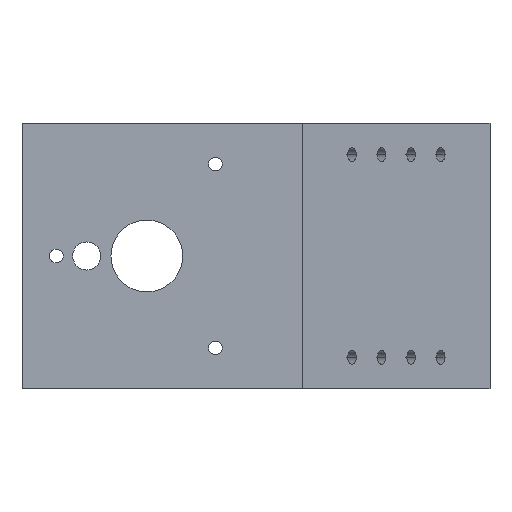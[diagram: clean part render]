
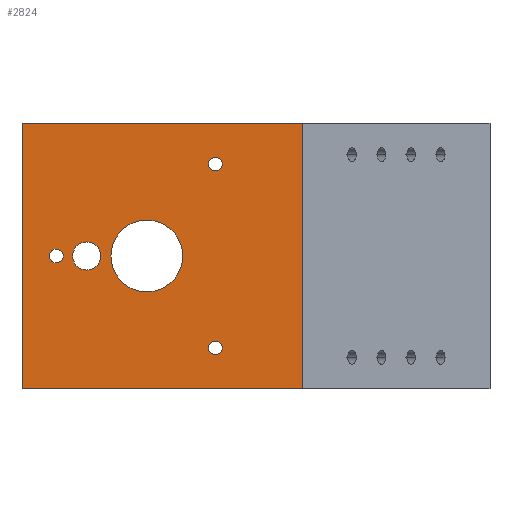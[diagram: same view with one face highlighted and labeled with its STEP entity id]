
A CAD part, left-side view. The second image highlights one B-rep face of the part: STEP entity #2824.
In plain terms, the highlighted planar face has unit normal (-1, 0, 0).
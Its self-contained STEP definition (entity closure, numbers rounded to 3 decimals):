
#16 = DIRECTION ( 'NONE',  ( -1., 0., 0. ) ) ;
#43 = DIRECTION ( 'NONE',  ( -1., 0., 0. ) ) ;
#53 = LINE ( 'NONE', #212, #89 ) ;
#65 = EDGE_CURVE ( 'NONE', #632, #2076, #269, .T. ) ;
#78 = CARTESIAN_POINT ( 'NONE',  ( -116.2, 60., 42.5 ) ) ;
#79 = ORIENTED_EDGE ( 'NONE', *, *, #2577, .F. ) ;
#89 = VECTOR ( 'NONE', #1259, 1000. ) ;
#97 = AXIS2_PLACEMENT_3D ( 'NONE', #2312, #2542, #1621 ) ;
#111 = DIRECTION ( 'NONE',  ( 0., -1., 0. ) ) ;
#130 = FACE_BOUND ( 'NONE', #559, .T. ) ;
#141 = CARTESIAN_POINT ( 'NONE',  ( -116.2, 150., 42.5 ) ) ;
#160 = FACE_OUTER_BOUND ( 'NONE', #615, .T. ) ;
#179 = EDGE_LOOP ( 'NONE', ( #2519, #1830 ) ) ;
#181 = CARTESIAN_POINT ( 'NONE',  ( -116.2, 129.25, 0. ) ) ;
#212 = CARTESIAN_POINT ( 'NONE',  ( -116.2, 150., -42.5 ) ) ;
#237 = CARTESIAN_POINT ( 'NONE',  ( -116.2, 139., -2.2 ) ) ;
#269 = CIRCLE ( 'NONE', #1265, 2.2 ) ;
#300 = CARTESIAN_POINT ( 'NONE',  ( -116.2, 150., -42.5 ) ) ;
#301 = CARTESIAN_POINT ( 'NONE',  ( -116.2, 150., 42.5 ) ) ;
#325 = AXIS2_PLACEMENT_3D ( 'NONE', #2510, #2723, #808 ) ;
#375 = EDGE_CURVE ( 'NONE', #950, #3020, #1239, .T. ) ;
#376 = FACE_BOUND ( 'NONE', #1091, .T. ) ;
#529 = CARTESIAN_POINT ( 'NONE',  ( -116.2, 88., 31.645 ) ) ;
#544 = EDGE_CURVE ( 'NONE', #2281, #2909, #2940, .T. ) ;
#559 = EDGE_LOOP ( 'NONE', ( #2598, #79 ) ) ;
#565 = EDGE_CURVE ( 'NONE', #2076, #632, #2395, .T. ) ;
#576 = AXIS2_PLACEMENT_3D ( 'NONE', #181, #1136, #2065 ) ;
#598 = DIRECTION ( 'NONE',  ( 0., 0., 1. ) ) ;
#615 = EDGE_LOOP ( 'NONE', ( #2482, #2238, #1972, #835 ) ) ;
#618 = AXIS2_PLACEMENT_3D ( 'NONE', #1778, #1743, #855 ) ;
#632 = VERTEX_POINT ( 'NONE', #720 ) ;
#686 = EDGE_CURVE ( 'NONE', #1654, #2800, #2995, .T. ) ;
#690 = AXIS2_PLACEMENT_3D ( 'NONE', #1400, #697, #2101 ) ;
#697 = DIRECTION ( 'NONE',  ( -1., 0., 0. ) ) ;
#720 = CARTESIAN_POINT ( 'NONE',  ( -116.2, 88., -27.245 ) ) ;
#773 = EDGE_CURVE ( 'NONE', #3036, #2532, #1980, .T. ) ;
#808 = DIRECTION ( 'NONE',  ( 0., 0., 1. ) ) ;
#820 = FACE_BOUND ( 'NONE', #179, .T. ) ;
#835 = ORIENTED_EDGE ( 'NONE', *, *, #1264, .F. ) ;
#852 = ORIENTED_EDGE ( 'NONE', *, *, #544, .F. ) ;
#855 = DIRECTION ( 'NONE',  ( 0., 0., -1. ) ) ;
#883 = EDGE_LOOP ( 'NONE', ( #1277, #2170 ) ) ;
#945 = CARTESIAN_POINT ( 'NONE',  ( -116.2, 88., 27.245 ) ) ;
#948 = CARTESIAN_POINT ( 'NONE',  ( -116.2, 88., 29.445 ) ) ;
#950 = VERTEX_POINT ( 'NONE', #141 ) ;
#956 = CARTESIAN_POINT ( 'NONE',  ( -116.2, 60., -42.5 ) ) ;
#998 = DIRECTION ( 'NONE',  ( 0., 0., 1. ) ) ;
#1026 = VECTOR ( 'NONE', #111, 1000. ) ;
#1084 = EDGE_CURVE ( 'NONE', #1261, #3055, #1522, .T. ) ;
#1091 = EDGE_LOOP ( 'NONE', ( #852, #2487 ) ) ;
#1097 = CARTESIAN_POINT ( 'NONE',  ( -116.2, 88., -29.445 ) ) ;
#1136 = DIRECTION ( 'NONE',  ( -1., 0., 0. ) ) ;
#1188 = CARTESIAN_POINT ( 'NONE',  ( -116.2, 139., 0. ) ) ;
#1208 = LINE ( 'NONE', #2627, #1810 ) ;
#1234 = DIRECTION ( 'NONE',  ( 0., 0., 1. ) ) ;
#1239 = LINE ( 'NONE', #301, #1026 ) ;
#1259 = DIRECTION ( 'NONE',  ( 0., 0., 1. ) ) ;
#1261 = VERTEX_POINT ( 'NONE', #945 ) ;
#1264 = EDGE_CURVE ( 'NONE', #3036, #950, #53, .T. ) ;
#1265 = AXIS2_PLACEMENT_3D ( 'NONE', #1097, #2073, #2769 ) ;
#1277 = ORIENTED_EDGE ( 'NONE', *, *, #65, .F. ) ;
#1331 = VERTEX_POINT ( 'NONE', #1499 ) ;
#1371 = ORIENTED_EDGE ( 'NONE', *, *, #686, .F. ) ;
#1378 = VECTOR ( 'NONE', #1737, 1000. ) ;
#1400 = CARTESIAN_POINT ( 'NONE',  ( -116.2, 88., -29.445 ) ) ;
#1416 = EDGE_CURVE ( 'NONE', #2800, #1654, #1664, .T. ) ;
#1420 = CARTESIAN_POINT ( 'NONE',  ( -116.2, 129.25, 4.5 ) ) ;
#1460 = CIRCLE ( 'NONE', #1686, 2.2 ) ;
#1476 = AXIS2_PLACEMENT_3D ( 'NONE', #948, #2374, #2121 ) ;
#1499 = CARTESIAN_POINT ( 'NONE',  ( -116.2, 129.25, -4.5 ) ) ;
#1502 = CARTESIAN_POINT ( 'NONE',  ( -116.2, 139., 2.2 ) ) ;
#1522 = CIRCLE ( 'NONE', #1476, 2.2 ) ;
#1621 = DIRECTION ( 'NONE',  ( 0., 0., 1. ) ) ;
#1654 = VERTEX_POINT ( 'NONE', #1923 ) ;
#1661 = AXIS2_PLACEMENT_3D ( 'NONE', #2157, #43, #998 ) ;
#1663 = CARTESIAN_POINT ( 'NONE',  ( -116.2, 88., -31.645 ) ) ;
#1664 = CIRCLE ( 'NONE', #325, 11.5 ) ;
#1686 = AXIS2_PLACEMENT_3D ( 'NONE', #2394, #2662, #1234 ) ;
#1737 = DIRECTION ( 'NONE',  ( 0., -1., 0. ) ) ;
#1743 = DIRECTION ( 'NONE',  ( 1., 0., 0. ) ) ;
#1762 = CARTESIAN_POINT ( 'NONE',  ( -116.2, 110., -11.5 ) ) ;
#1778 = CARTESIAN_POINT ( 'NONE',  ( -116.2, 150., -42.5 ) ) ;
#1810 = VECTOR ( 'NONE', #2409, 1000. ) ;
#1830 = ORIENTED_EDGE ( 'NONE', *, *, #1084, .F. ) ;
#1923 = CARTESIAN_POINT ( 'NONE',  ( -116.2, 110., 11.5 ) ) ;
#1957 = CARTESIAN_POINT ( 'NONE',  ( -116.2, 139., 0. ) ) ;
#1972 = ORIENTED_EDGE ( 'NONE', *, *, #375, .F. ) ;
#1980 = LINE ( 'NONE', #300, #1378 ) ;
#2028 = EDGE_CURVE ( 'NONE', #2929, #1331, #2899, .T. ) ;
#2065 = DIRECTION ( 'NONE',  ( 0., 0., 1. ) ) ;
#2073 = DIRECTION ( 'NONE',  ( -1., 0., 0. ) ) ;
#2076 = VERTEX_POINT ( 'NONE', #1663 ) ;
#2101 = DIRECTION ( 'NONE',  ( 0., 0., 1. ) ) ;
#2121 = DIRECTION ( 'NONE',  ( 0., 0., 1. ) ) ;
#2145 = CARTESIAN_POINT ( 'NONE',  ( -116.2, 150., -42.5 ) ) ;
#2157 = CARTESIAN_POINT ( 'NONE',  ( -116.2, 110., 0. ) ) ;
#2170 = ORIENTED_EDGE ( 'NONE', *, *, #565, .F. ) ;
#2238 = ORIENTED_EDGE ( 'NONE', *, *, #2616, .T. ) ;
#2259 = PLANE ( 'NONE',  #618 ) ;
#2281 = VERTEX_POINT ( 'NONE', #1502 ) ;
#2312 = CARTESIAN_POINT ( 'NONE',  ( -116.2, 129.25, 0. ) ) ;
#2335 = AXIS2_PLACEMENT_3D ( 'NONE', #1957, #2690, #598 ) ;
#2364 = DIRECTION ( 'NONE',  ( 0., 0., 1. ) ) ;
#2374 = DIRECTION ( 'NONE',  ( -1., 0., 0. ) ) ;
#2394 = CARTESIAN_POINT ( 'NONE',  ( -116.2, 88., 29.445 ) ) ;
#2395 = CIRCLE ( 'NONE', #690, 2.2 ) ;
#2409 = DIRECTION ( 'NONE',  ( 0., 0., 1. ) ) ;
#2482 = ORIENTED_EDGE ( 'NONE', *, *, #773, .T. ) ;
#2487 = ORIENTED_EDGE ( 'NONE', *, *, #2729, .F. ) ;
#2495 = CIRCLE ( 'NONE', #576, 4.5 ) ;
#2510 = CARTESIAN_POINT ( 'NONE',  ( -116.2, 110., 0. ) ) ;
#2519 = ORIENTED_EDGE ( 'NONE', *, *, #2714, .F. ) ;
#2532 = VERTEX_POINT ( 'NONE', #956 ) ;
#2542 = DIRECTION ( 'NONE',  ( -1., 0., 0. ) ) ;
#2577 = EDGE_CURVE ( 'NONE', #1331, #2929, #2495, .T. ) ;
#2595 = AXIS2_PLACEMENT_3D ( 'NONE', #1188, #16, #2364 ) ;
#2598 = ORIENTED_EDGE ( 'NONE', *, *, #2028, .F. ) ;
#2616 = EDGE_CURVE ( 'NONE', #2532, #3020, #1208, .T. ) ;
#2627 = CARTESIAN_POINT ( 'NONE',  ( -116.2, 60., -107.5 ) ) ;
#2662 = DIRECTION ( 'NONE',  ( -1., 0., 0. ) ) ;
#2690 = DIRECTION ( 'NONE',  ( -1., 0., 0. ) ) ;
#2714 = EDGE_CURVE ( 'NONE', #3055, #1261, #1460, .T. ) ;
#2723 = DIRECTION ( 'NONE',  ( -1., 0., 0. ) ) ;
#2729 = EDGE_CURVE ( 'NONE', #2909, #2281, #2781, .T. ) ;
#2744 = EDGE_LOOP ( 'NONE', ( #1371, #3016 ) ) ;
#2769 = DIRECTION ( 'NONE',  ( 0., 0., 1. ) ) ;
#2781 = CIRCLE ( 'NONE', #2335, 2.2 ) ;
#2800 = VERTEX_POINT ( 'NONE', #1762 ) ;
#2824 = ADVANCED_FACE ( 'NONE', ( #2970, #820, #130, #376, #2953, #160 ), #2259, .F. ) ;
#2899 = CIRCLE ( 'NONE', #97, 4.5 ) ;
#2909 = VERTEX_POINT ( 'NONE', #237 ) ;
#2929 = VERTEX_POINT ( 'NONE', #1420 ) ;
#2940 = CIRCLE ( 'NONE', #2595, 2.2 ) ;
#2953 = FACE_BOUND ( 'NONE', #2744, .T. ) ;
#2970 = FACE_BOUND ( 'NONE', #883, .T. ) ;
#2995 = CIRCLE ( 'NONE', #1661, 11.5 ) ;
#3016 = ORIENTED_EDGE ( 'NONE', *, *, #1416, .F. ) ;
#3020 = VERTEX_POINT ( 'NONE', #78 ) ;
#3036 = VERTEX_POINT ( 'NONE', #2145 ) ;
#3055 = VERTEX_POINT ( 'NONE', #529 ) ;
